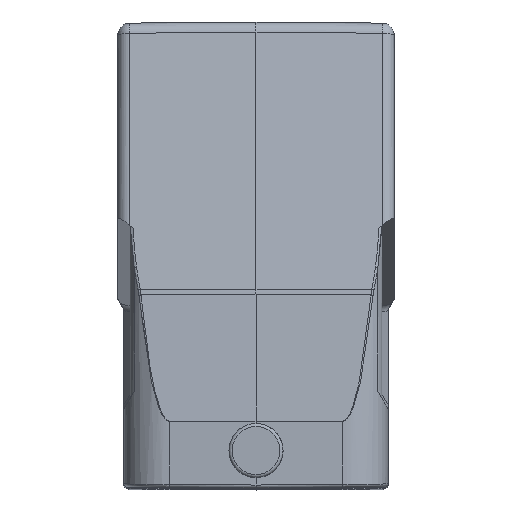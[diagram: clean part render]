
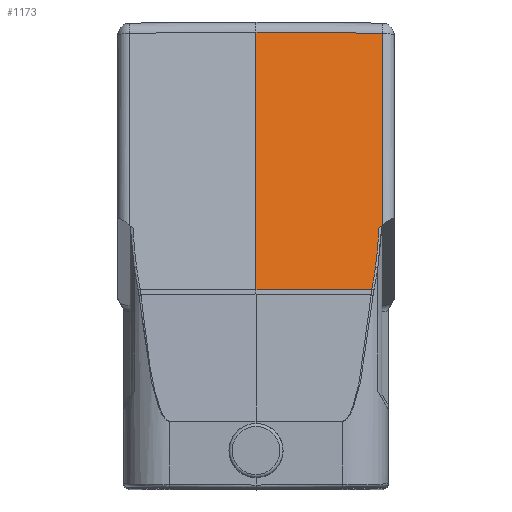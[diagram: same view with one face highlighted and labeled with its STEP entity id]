
A CAD part, top view. The second image highlights one B-rep face of the part: STEP entity #1173.
In plain terms, the highlighted planar face has unit normal (0.009, 0.174, 0.985).
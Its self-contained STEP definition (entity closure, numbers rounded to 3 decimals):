
#491=PLANE('',#9709);
#684=ELLIPSE('',#9708,40.313,7.);
#1173=ADVANCED_FACE('',(#1831),#491,.T.);
#1831=FACE_OUTER_BOUND('',#2383,.T.);
#2383=EDGE_LOOP('',(#6315,#6316,#6317,#6318,#6319,#6320,#6321));
#3043=LINE('',#16410,#3747);
#3044=LINE('',#16414,#3748);
#3093=LINE('',#16782,#3797);
#3094=LINE('',#16784,#3798);
#3095=LINE('',#16786,#3799);
#3747=VECTOR('',#11931,1.);
#3748=VECTOR('',#11936,1.);
#3797=VECTOR('',#12169,1.);
#3798=VECTOR('',#12172,1.);
#3799=VECTOR('',#12173,1.);
#6315=ORIENTED_EDGE('',*,*,#8409,.F.);
#6316=ORIENTED_EDGE('',*,*,#8404,.F.);
#6317=ORIENTED_EDGE('',*,*,#8402,.T.);
#6318=ORIENTED_EDGE('',*,*,#8512,.F.);
#6319=ORIENTED_EDGE('',*,*,#8513,.F.);
#6320=ORIENTED_EDGE('',*,*,#8514,.T.);
#6321=ORIENTED_EDGE('',*,*,#8515,.F.);
#7206=VERTEX_POINT('',#16407);
#7207=VERTEX_POINT('',#16411);
#7208=VERTEX_POINT('',#16415);
#7211=VERTEX_POINT('',#16440);
#7262=VERTEX_POINT('',#16758);
#7267=VERTEX_POINT('',#16785);
#7268=VERTEX_POINT('',#16787);
#8402=EDGE_CURVE('',#7207,#7206,#3043,.T.);
#8404=EDGE_CURVE('',#7207,#7208,#3044,.T.);
#8409=EDGE_CURVE('',#7208,#7211,#8806,.T.);
#8512=EDGE_CURVE('',#7262,#7206,#3093,.T.);
#8513=EDGE_CURVE('',#7267,#7262,#3094,.T.);
#8514=EDGE_CURVE('',#7267,#7268,#3095,.T.);
#8515=EDGE_CURVE('',#7211,#7268,#684,.T.);
#8806=CIRCLE('',#9617,62.354);
#9617=AXIS2_PLACEMENT_3D('',#16445,#11941,#11942);
#9708=AXIS2_PLACEMENT_3D('',#16788,#12174,#12175);
#9709=AXIS2_PLACEMENT_3D('',#16789,#12176,#12177);
#11931=DIRECTION('',(0.,0.985,-0.174));
#11936=DIRECTION('',(-0.762,-0.637,0.119));
#11941=DIRECTION('',(-0.009,-0.174,-0.985));
#11942=DIRECTION('',(0.,-0.985,0.174));
#12169=DIRECTION('',(1.,-0.009,-0.007));
#12172=DIRECTION('',(0.,0.985,-0.174));
#12173=DIRECTION('',(1.,-0.001,-0.009));
#12174=DIRECTION('',(-0.009,-0.174,-0.985));
#12175=DIRECTION('',(0.002,-0.985,0.174));
#12176=DIRECTION('',(0.009,0.174,0.985));
#12177=DIRECTION('',(0.,-0.985,0.174));
#16407=CARTESIAN_POINT('',(20.517,19.584,50.546));
#16410=CARTESIAN_POINT('',(20.517,-11.704,56.062));
#16411=CARTESIAN_POINT('',(20.517,-11.704,56.062));
#16414=CARTESIAN_POINT('',(20.517,-11.704,56.062));
#16415=CARTESIAN_POINT('',(19.963,-12.168,56.149));
#16440=CARTESIAN_POINT('',(19.449,-18.497,57.27));
#16445=CARTESIAN_POINT('',(-42.366,-10.389,56.388));
#16758=CARTESIAN_POINT('',(0.,19.763,50.696));
#16782=CARTESIAN_POINT('',(0.,19.763,50.696));
#16784=CARTESIAN_POINT('',(0.,-22.153,58.087));
#16785=CARTESIAN_POINT('',(0.,-22.155,58.087));
#16786=CARTESIAN_POINT('',(0.017,-22.155,58.087));
#16787=CARTESIAN_POINT('',(18.848,-22.176,57.924));
#16788=CARTESIAN_POINT('',(14.004,6.729,52.87));
#16789=CARTESIAN_POINT('',(0.,21.415,50.404));
